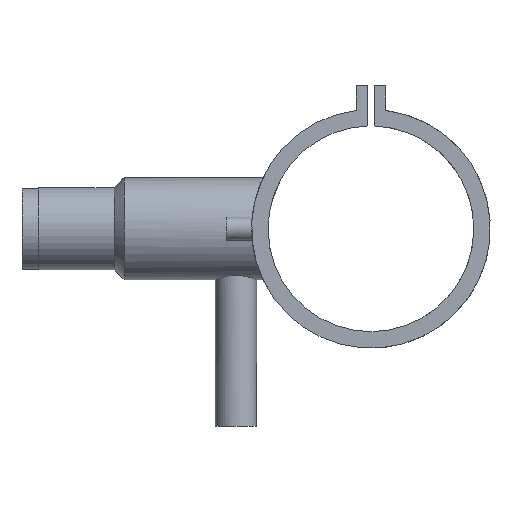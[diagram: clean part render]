
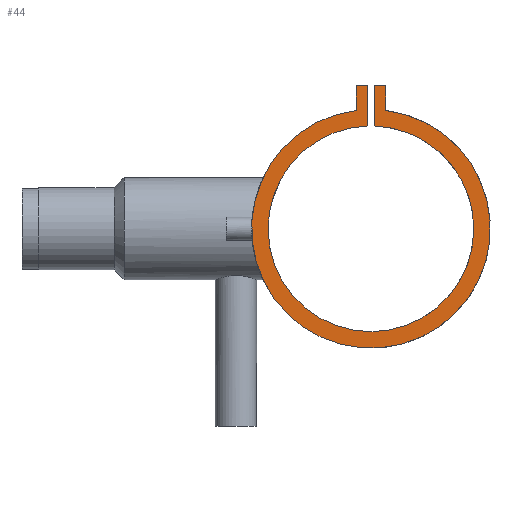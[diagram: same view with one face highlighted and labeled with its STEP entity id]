
A CAD part, left-side view. The second image highlights one B-rep face of the part: STEP entity #44.
In plain terms, the highlighted planar face has unit normal (-1, 0, 0).
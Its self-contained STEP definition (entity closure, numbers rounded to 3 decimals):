
#21 = EDGE_CURVE ( 'NONE', #1246, #546, #2008, .T. ) ;
#44 = ADVANCED_FACE ( 'NONE', ( #2206 ), #512, .F. ) ;
#89 = LINE ( 'NONE', #882, #1389 ) ;
#183 = VERTEX_POINT ( 'NONE', #1889 ) ;
#209 = VERTEX_POINT ( 'NONE', #2146 ) ;
#216 = VECTOR ( 'NONE', #1018, 1000. ) ;
#226 = CARTESIAN_POINT ( 'NONE',  ( -69., -2., 86.939 ) ) ;
#246 = CIRCLE ( 'NONE', #1651, 72.5 ) ;
#254 = CARTESIAN_POINT ( 'NONE',  ( -69., 2., 86.939 ) ) ;
#270 = ORIENTED_EDGE ( 'NONE', *, *, #1730, .F. ) ;
#302 = CARTESIAN_POINT ( 'NONE',  ( -69., -9., 86.939 ) ) ;
#314 = DIRECTION ( 'NONE',  ( 0., 0., -1. ) ) ;
#350 = EDGE_CURVE ( 'NONE', #2357, #209, #1940, .T. ) ;
#453 = VECTOR ( 'NONE', #2024, 1000. ) ;
#455 = CARTESIAN_POINT ( 'NONE',  ( -69., 0., 0. ) ) ;
#480 = ORIENTED_EDGE ( 'NONE', *, *, #1000, .F. ) ;
#512 = PLANE ( 'NONE',  #629 ) ;
#514 = LINE ( 'NONE', #1292, #453 ) ;
#519 = CARTESIAN_POINT ( 'NONE',  ( -69., 2., 62.468 ) ) ;
#543 = EDGE_CURVE ( 'NONE', #183, #2046, #1703, .T. ) ;
#546 = VERTEX_POINT ( 'NONE', #1521 ) ;
#615 = DIRECTION ( 'NONE',  ( -1., 0., 0. ) ) ;
#629 = AXIS2_PLACEMENT_3D ( 'NONE', #1288, #2021, #314 ) ;
#756 = VECTOR ( 'NONE', #1089, 1000. ) ;
#770 = DIRECTION ( 'NONE',  ( 0., -1., 0. ) ) ;
#780 = CARTESIAN_POINT ( 'NONE',  ( -69., 9., 71.939 ) ) ;
#865 = LINE ( 'NONE', #1608, #910 ) ;
#882 = CARTESIAN_POINT ( 'NONE',  ( -69., -2., 86.939 ) ) ;
#902 = CARTESIAN_POINT ( 'NONE',  ( -69., -2., 62.468 ) ) ;
#910 = VECTOR ( 'NONE', #2346, 1000. ) ;
#1000 = EDGE_CURVE ( 'NONE', #1310, #2357, #1266, .T. ) ;
#1018 = DIRECTION ( 'NONE',  ( 0., 0., 1. ) ) ;
#1075 = ORIENTED_EDGE ( 'NONE', *, *, #2455, .F. ) ;
#1087 = ORIENTED_EDGE ( 'NONE', *, *, #1147, .F. ) ;
#1089 = DIRECTION ( 'NONE',  ( 0., 0., -1. ) ) ;
#1118 = EDGE_CURVE ( 'NONE', #546, #1544, #246, .T. ) ;
#1147 = EDGE_CURVE ( 'NONE', #2046, #1310, #865, .T. ) ;
#1163 = VECTOR ( 'NONE', #770, 1000. ) ;
#1197 = ORIENTED_EDGE ( 'NONE', *, *, #543, .F. ) ;
#1238 = DIRECTION ( 'NONE',  ( 1., 0., 0. ) ) ;
#1246 = VERTEX_POINT ( 'NONE', #1878 ) ;
#1266 = CIRCLE ( 'NONE', #1571, 62.5 ) ;
#1288 = CARTESIAN_POINT ( 'NONE',  ( -69., 0., 0. ) ) ;
#1292 = CARTESIAN_POINT ( 'NONE',  ( -69., 9., 86.939 ) ) ;
#1310 = VERTEX_POINT ( 'NONE', #519 ) ;
#1387 = DIRECTION ( 'NONE',  ( 0., 0., -1. ) ) ;
#1389 = VECTOR ( 'NONE', #1627, 1000. ) ;
#1521 = CARTESIAN_POINT ( 'NONE',  ( -69., -9., 71.939 ) ) ;
#1544 = VERTEX_POINT ( 'NONE', #780 ) ;
#1571 = AXIS2_PLACEMENT_3D ( 'NONE', #2297, #615, #1387 ) ;
#1608 = CARTESIAN_POINT ( 'NONE',  ( -69., 2., 86.939 ) ) ;
#1627 = DIRECTION ( 'NONE',  ( 0., -1., 0. ) ) ;
#1651 = AXIS2_PLACEMENT_3D ( 'NONE', #455, #1238, #1973 ) ;
#1703 = LINE ( 'NONE', #2436, #1163 ) ;
#1721 = ORIENTED_EDGE ( 'NONE', *, *, #350, .F. ) ;
#1730 = EDGE_CURVE ( 'NONE', #209, #1246, #89, .T. ) ;
#1878 = CARTESIAN_POINT ( 'NONE',  ( -69., -9., 86.939 ) ) ;
#1889 = CARTESIAN_POINT ( 'NONE',  ( -69., 9., 86.939 ) ) ;
#1911 = ORIENTED_EDGE ( 'NONE', *, *, #21, .F. ) ;
#1940 = LINE ( 'NONE', #226, #216 ) ;
#1973 = DIRECTION ( 'NONE',  ( 0., 0., -1. ) ) ;
#2005 = EDGE_LOOP ( 'NONE', ( #2061, #1911, #270, #1721, #480, #1087, #1197, #1075 ) ) ;
#2008 = LINE ( 'NONE', #302, #756 ) ;
#2021 = DIRECTION ( 'NONE',  ( 1., 0., 0. ) ) ;
#2024 = DIRECTION ( 'NONE',  ( 0., 0., 1. ) ) ;
#2046 = VERTEX_POINT ( 'NONE', #254 ) ;
#2061 = ORIENTED_EDGE ( 'NONE', *, *, #1118, .F. ) ;
#2146 = CARTESIAN_POINT ( 'NONE',  ( -69., -2., 86.939 ) ) ;
#2206 = FACE_OUTER_BOUND ( 'NONE', #2005, .T. ) ;
#2297 = CARTESIAN_POINT ( 'NONE',  ( -69., 0., 0. ) ) ;
#2346 = DIRECTION ( 'NONE',  ( 0., 0., -1. ) ) ;
#2357 = VERTEX_POINT ( 'NONE', #902 ) ;
#2436 = CARTESIAN_POINT ( 'NONE',  ( -69., 9., 86.939 ) ) ;
#2455 = EDGE_CURVE ( 'NONE', #1544, #183, #514, .T. ) ;
